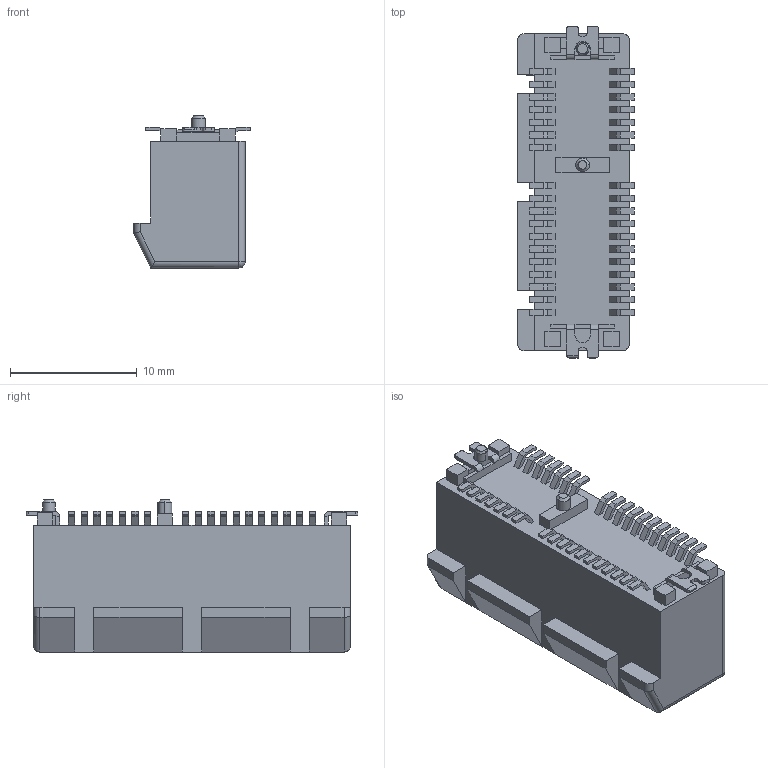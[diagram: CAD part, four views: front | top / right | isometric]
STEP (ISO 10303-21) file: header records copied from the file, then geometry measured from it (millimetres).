
FILE_DESCRIPTION((''),'2;1');
FILE_NAME('10061913C-36PIN','2014-01-02T',('LiSt'),('FCI'),'PRO/ENGINEER BY PARAMETRIC TECHNOLOGY CORPORATION, 2013150','PRO/ENGINEER BY PARAMETRIC TECHNOLOGY CORPORATION, 2013150','');
FILE_SCHEMA(('CONFIG_CONTROL_DESIGN'));
Length unit declared in the file: millimetre
Products named in the file (1): 10061913C-36PIN
Bounding box: 9.2 x 26.2 x 12 mm (x, y, z)
Volume: 1694.9 mm3; surface area: 1701 mm2
Topology: 1 solids, 1 shells, 695 faces, 2068 edges, 1414 vertices
Faces by surface type: plane 580, cylinder 108, cone 4, sphere 2, torus 1
Entity records: 23542 total; most frequent: CARTESIAN_POINT 4237, ORIENTED_EDGE 4132, DIRECTION 3814, EDGE_CURVE 2066, VECTOR 1692, LINE 1692, VERTEX_POINT 1414, AXIS2_PLACEMENT_3D 1061
